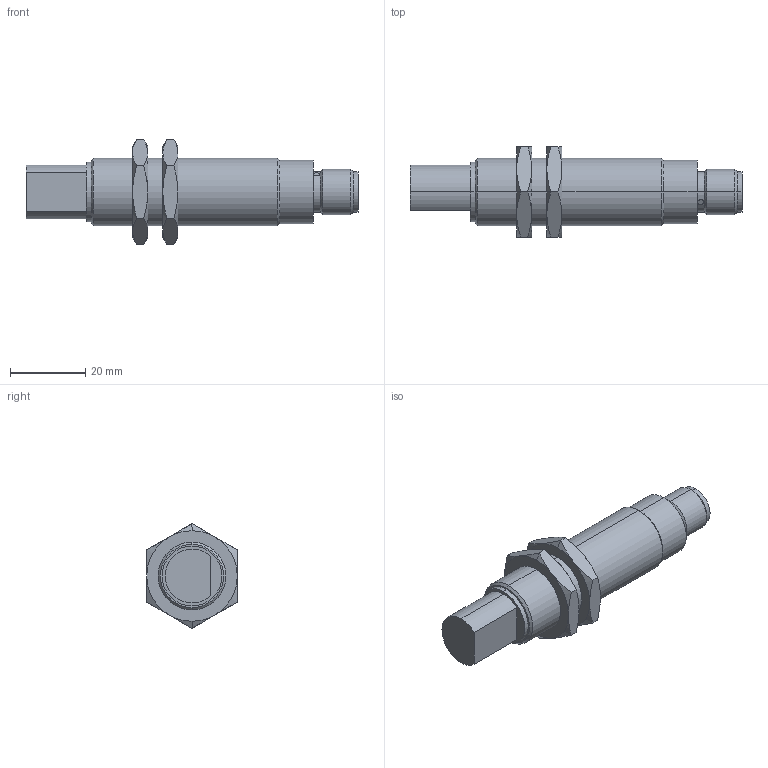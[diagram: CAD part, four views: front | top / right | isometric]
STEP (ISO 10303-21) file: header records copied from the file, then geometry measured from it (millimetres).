
FILE_DESCRIPTION(('starvars output'),'2;1');
FILE_NAME('cv20200406101327000035307.stp','10:13:27 2020/04/06',( 'Thomas Industrial Network Germany GmbH'),( 'Thomas Industrial Network Germany GmbH'),'unknown preprocess','ACIS' ,'unknown authorization');
FILE_SCHEMA(('AUTOMOTIVE_DESIGN_CC2 {UNKNOWN IMPLEMENTATION LEVEL}'));
Length unit declared in the file: millimetre
Products named in the file (1): PRODUCT_ID_1
Bounding box: 88 x 24 x 27.71 mm (x, y, z)
Volume: 19885.9 mm3; surface area: 6351.7 mm2
Topology: 1 solids, 1 shells, 101 faces, 213 edges, 127 vertices
Faces by surface type: cone 40, cylinder 33, plane 28
Entity records: 2992 total; most frequent: CARTESIAN_POINT 459, ORIENTED_EDGE 426, DIRECTION 236, EDGE_CURVE 213, VERTEX_POINT 127, EDGE_LOOP 114, FACE_BOUND 114, STYLED_ITEM 102
